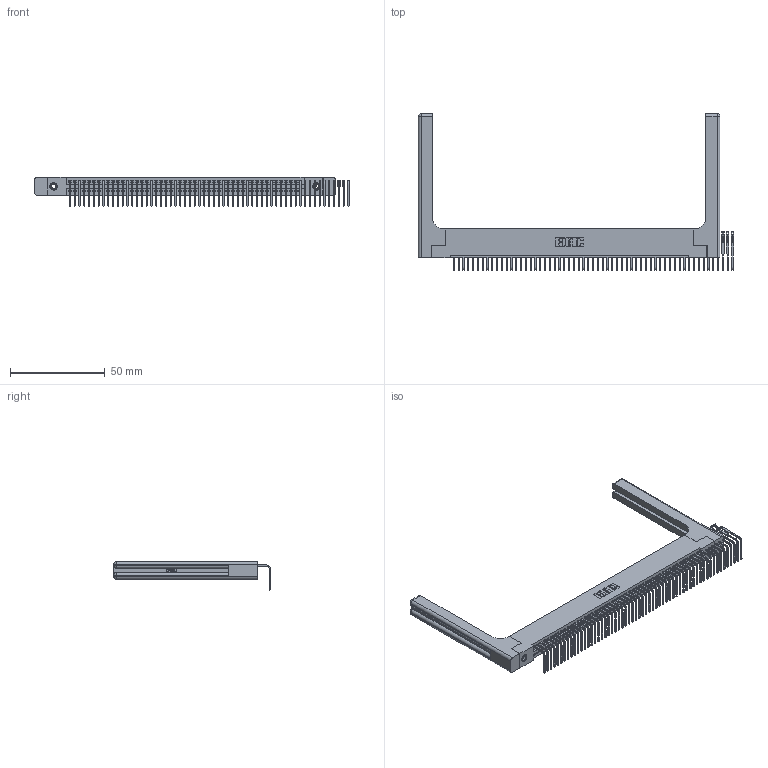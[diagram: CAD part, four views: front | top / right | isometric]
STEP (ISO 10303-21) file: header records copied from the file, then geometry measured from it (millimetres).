
FILE_DESCRIPTION (( 'STEP AP203' ), '1' );
FILE_NAME ('345-059-558-158.STEP', '2019-10-10T20:21:23', ( '' ), ( '' ), 'SwSTEP 2.0', 'SolidWorks 2016', '' );
FILE_SCHEMA (( 'CONFIG_CONTROL_DESIGN' ));
Length unit declared in the file: inch
Products named in the file (5): 345-220-058_345-220-058; 345-059-558-158; 345 Part_Flush Mounting Lugs - 0.156 Dia-TH; 345-292-001_558 Tail - 2; 345-250-001_345-250-001-102
Assembly tree (64 placements, depth 2):
  345-059-558-158
    345 Part_Flush Mounting Lugs - 0.156 Dia-TH
    345-292-001_558 Tail - 2  x59
    345-250-001_345-250-001-102  x2
    345-220-058_345-220-058  x2
Bounding box: 166.74 x 82.79 x 15.37 mm (x, y, z)
Volume: 24021.6 mm3; surface area: 27784.1 mm2
Topology: 64 solids, 64 shells, 3762 faces, 11205 edges, 7370 vertices
Faces by surface type: plane 2566, cylinder 1136, bspline 36, cone 12, sphere 8, torus 4
Entity records: 41522 total; most frequent: CARTESIAN_POINT 8118, ORIENTED_EDGE 6888, DIRECTION 6038, EDGE_CURVE 3444, LINE 3024, VECTOR 3024, VERTEX_POINT 2286, AXIS2_PLACEMENT_3D 1507
